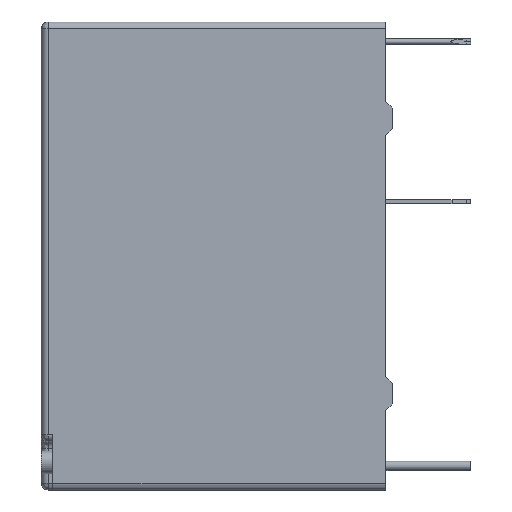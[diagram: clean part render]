
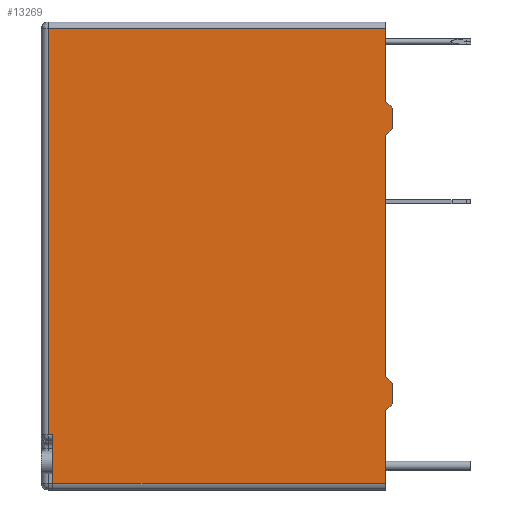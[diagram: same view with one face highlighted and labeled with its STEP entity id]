
A CAD part, front view. The second image highlights one B-rep face of the part: STEP entity #13269.
In plain terms, the highlighted planar face has unit normal (0, -1, 0).
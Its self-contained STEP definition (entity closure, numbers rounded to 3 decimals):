
#170 = CARTESIAN_POINT ( 'NONE',  ( 0.511, -0.875, -15.673 ) ) ;
#215 = ORIENTED_EDGE ( 'NONE', *, *, #242, .T. ) ;
#242 = EDGE_CURVE ( 'NONE', #14323, #1029, #6335, .T. ) ;
#244 = DIRECTION ( 'NONE',  ( 0., 0., 1. ) ) ;
#253 = VECTOR ( 'NONE', #1449, 1000. ) ;
#303 = LINE ( 'NONE', #8067, #6376 ) ;
#344 = CARTESIAN_POINT ( 'NONE',  ( 0.211, -0.875, -9.223 ) ) ;
#927 = CARTESIAN_POINT ( 'NONE',  ( 0.211, -0.875, -15.973 ) ) ;
#1029 = VERTEX_POINT ( 'NONE', #2222 ) ;
#1033 = AXIS2_PLACEMENT_3D ( 'NONE', #344, #5225, #13744 ) ;
#1307 = CARTESIAN_POINT ( 'NONE',  ( 0.211, -0.875, -9.223 ) ) ;
#1414 = VECTOR ( 'NONE', #10947, 1000. ) ;
#1449 = DIRECTION ( 'NONE',  ( 0.707, 0., 0.707 ) ) ;
#1870 = DIRECTION ( 'NONE',  ( 0.707, 0., 0.707 ) ) ;
#1974 = VERTEX_POINT ( 'NONE', #3570 ) ;
#2222 = CARTESIAN_POINT ( 'NONE',  ( -14.289, -0.875, -19.123 ) ) ;
#2266 = EDGE_CURVE ( 'NONE', #12930, #11743, #5349, .T. ) ;
#2424 = VERTEX_POINT ( 'NONE', #170 ) ;
#2425 = ORIENTED_EDGE ( 'NONE', *, *, #13303, .T. ) ;
#2836 = ORIENTED_EDGE ( 'NONE', *, *, #15367, .T. ) ;
#2845 = CARTESIAN_POINT ( 'NONE',  ( 0.511, -0.875, -2.773 ) ) ;
#3105 = VERTEX_POINT ( 'NONE', #11251 ) ;
#3235 = ORIENTED_EDGE ( 'NONE', *, *, #14842, .F. ) ;
#3458 = LINE ( 'NONE', #927, #253 ) ;
#3570 = CARTESIAN_POINT ( 'NONE',  ( 0.211, -0.875, 0.677 ) ) ;
#3971 = PLANE ( 'NONE',  #1033 ) ;
#3990 = VECTOR ( 'NONE', #4309, 1000. ) ;
#4044 = DIRECTION ( 'NONE',  ( -1., 0., 0. ) ) ;
#4309 = DIRECTION ( 'NONE',  ( 1., 0., 0. ) ) ;
#4671 = CARTESIAN_POINT ( 'NONE',  ( 0.511, -0.875, -9.223 ) ) ;
#4763 = VERTEX_POINT ( 'NONE', #10880 ) ;
#4780 = ORIENTED_EDGE ( 'NONE', *, *, #15742, .T. ) ;
#5047 = ORIENTED_EDGE ( 'NONE', *, *, #14483, .T. ) ;
#5140 = CARTESIAN_POINT ( 'NONE',  ( 0.211, -0.875, -14.473 ) ) ;
#5186 = ORIENTED_EDGE ( 'NONE', *, *, #10650, .T. ) ;
#5225 = DIRECTION ( 'NONE',  ( 0., -1., 0. ) ) ;
#5349 = LINE ( 'NONE', #15144, #11054 ) ;
#5520 = CARTESIAN_POINT ( 'NONE',  ( -14.489, -0.875, -17.023 ) ) ;
#5609 = CARTESIAN_POINT ( 'NONE',  ( 0.211, -0.875, -9.223 ) ) ;
#5908 = DIRECTION ( 'NONE',  ( 0., 0., 1. ) ) ;
#6048 = DIRECTION ( 'NONE',  ( 0., 0., -1. ) ) ;
#6335 = LINE ( 'NONE', #13341, #9572 ) ;
#6346 = LINE ( 'NONE', #14798, #15647 ) ;
#6376 = VECTOR ( 'NONE', #8119, 1000. ) ;
#6492 = CARTESIAN_POINT ( 'NONE',  ( 0.511, -0.875, -2.773 ) ) ;
#6663 = ORIENTED_EDGE ( 'NONE', *, *, #2266, .T. ) ;
#6737 = CARTESIAN_POINT ( 'NONE',  ( 0.511, -0.875, -14.773 ) ) ;
#6808 = EDGE_LOOP ( 'NONE', ( #6663, #8716, #215, #5186, #3235, #4780, #12068, #5047, #8460, #11589, #2836, #2425, #11807, #10530 ) ) ;
#7114 = VERTEX_POINT ( 'NONE', #5140 ) ;
#7246 = LINE ( 'NONE', #9178, #3990 ) ;
#7470 = VECTOR ( 'NONE', #14170, 1000. ) ;
#7623 = CARTESIAN_POINT ( 'NONE',  ( -14.489, -0.875, 0.677 ) ) ;
#7876 = LINE ( 'NONE', #13010, #7470 ) ;
#7900 = LINE ( 'NONE', #1307, #1414 ) ;
#8043 = VERTEX_POINT ( 'NONE', #2845 ) ;
#8049 = EDGE_CURVE ( 'NONE', #1974, #12930, #14422, .T. ) ;
#8067 = CARTESIAN_POINT ( 'NONE',  ( 0.511, -0.875, -14.773 ) ) ;
#8095 = CARTESIAN_POINT ( 'NONE',  ( 0.211, -0.875, -9.223 ) ) ;
#8119 = DIRECTION ( 'NONE',  ( -0.707, 0., 0.707 ) ) ;
#8143 = CARTESIAN_POINT ( 'NONE',  ( 0.211, -0.875, -15.973 ) ) ;
#8460 = ORIENTED_EDGE ( 'NONE', *, *, #11274, .T. ) ;
#8490 = VECTOR ( 'NONE', #5908, 1000. ) ;
#8716 = ORIENTED_EDGE ( 'NONE', *, *, #15677, .T. ) ;
#9000 = CARTESIAN_POINT ( 'NONE',  ( 0.511, -0.875, -3.673 ) ) ;
#9120 = EDGE_CURVE ( 'NONE', #2424, #11748, #15334, .T. ) ;
#9178 = CARTESIAN_POINT ( 'NONE',  ( 0.211, -0.875, -19.123 ) ) ;
#9220 = DIRECTION ( 'NONE',  ( 0., 0., -1. ) ) ;
#9458 = LINE ( 'NONE', #10377, #12720 ) ;
#9572 = VECTOR ( 'NONE', #6048, 1000. ) ;
#10172 = DIRECTION ( 'NONE',  ( -0.707, 0., 0.707 ) ) ;
#10377 = CARTESIAN_POINT ( 'NONE',  ( 0.211, -0.875, -3.973 ) ) ;
#10389 = EDGE_CURVE ( 'NONE', #1974, #4763, #11480, .T. ) ;
#10530 = ORIENTED_EDGE ( 'NONE', *, *, #8049, .T. ) ;
#10650 = EDGE_CURVE ( 'NONE', #1029, #3105, #7246, .T. ) ;
#10686 = VECTOR ( 'NONE', #11702, 1000. ) ;
#10880 = CARTESIAN_POINT ( 'NONE',  ( 0.211, -0.875, -2.473 ) ) ;
#10947 = DIRECTION ( 'NONE',  ( 0., 0., -1. ) ) ;
#10990 = VECTOR ( 'NONE', #10172, 1000. ) ;
#11054 = VECTOR ( 'NONE', #9220, 1000. ) ;
#11207 = VECTOR ( 'NONE', #4044, 1000. ) ;
#11251 = CARTESIAN_POINT ( 'NONE',  ( 0.211, -0.875, -19.123 ) ) ;
#11274 = EDGE_CURVE ( 'NONE', #7114, #14112, #12190, .T. ) ;
#11304 = VERTEX_POINT ( 'NONE', #8143 ) ;
#11445 = VECTOR ( 'NONE', #15353, 1000. ) ;
#11480 = LINE ( 'NONE', #5609, #10686 ) ;
#11589 = ORIENTED_EDGE ( 'NONE', *, *, #13418, .T. ) ;
#11702 = DIRECTION ( 'NONE',  ( 0., 0., -1. ) ) ;
#11743 = VERTEX_POINT ( 'NONE', #5520 ) ;
#11748 = VERTEX_POINT ( 'NONE', #6737 ) ;
#11787 = FACE_OUTER_BOUND ( 'NONE', #6808, .T. ) ;
#11807 = ORIENTED_EDGE ( 'NONE', *, *, #10389, .F. ) ;
#12068 = ORIENTED_EDGE ( 'NONE', *, *, #9120, .T. ) ;
#12190 = LINE ( 'NONE', #8095, #11445 ) ;
#12319 = CARTESIAN_POINT ( 'NONE',  ( -14.289, -0.875, -17.023 ) ) ;
#12720 = VECTOR ( 'NONE', #1870, 1000. ) ;
#12930 = VERTEX_POINT ( 'NONE', #7623 ) ;
#13010 = CARTESIAN_POINT ( 'NONE',  ( 0.211, -0.875, -17.023 ) ) ;
#13185 = CARTESIAN_POINT ( 'NONE',  ( 0.211, -0.875, -3.973 ) ) ;
#13269 = ADVANCED_FACE ( 'NONE', ( #11787 ), #3971, .T. ) ;
#13303 = EDGE_CURVE ( 'NONE', #8043, #4763, #14224, .T. ) ;
#13341 = CARTESIAN_POINT ( 'NONE',  ( -14.289, -0.875, -9.223 ) ) ;
#13418 = EDGE_CURVE ( 'NONE', #14112, #13872, #9458, .T. ) ;
#13744 = DIRECTION ( 'NONE',  ( 0., 0., -1. ) ) ;
#13753 = CARTESIAN_POINT ( 'NONE',  ( 0.211, -0.875, 0.677 ) ) ;
#13872 = VERTEX_POINT ( 'NONE', #9000 ) ;
#14112 = VERTEX_POINT ( 'NONE', #13185 ) ;
#14170 = DIRECTION ( 'NONE',  ( 1., 0., 0. ) ) ;
#14224 = LINE ( 'NONE', #6492, #10990 ) ;
#14323 = VERTEX_POINT ( 'NONE', #12319 ) ;
#14422 = LINE ( 'NONE', #13753, #11207 ) ;
#14483 = EDGE_CURVE ( 'NONE', #11748, #7114, #303, .T. ) ;
#14798 = CARTESIAN_POINT ( 'NONE',  ( 0.511, -0.875, -9.223 ) ) ;
#14842 = EDGE_CURVE ( 'NONE', #11304, #3105, #7900, .T. ) ;
#15144 = CARTESIAN_POINT ( 'NONE',  ( -14.489, -0.875, -9.223 ) ) ;
#15334 = LINE ( 'NONE', #4671, #8490 ) ;
#15353 = DIRECTION ( 'NONE',  ( 0., 0., 1. ) ) ;
#15367 = EDGE_CURVE ( 'NONE', #13872, #8043, #6346, .T. ) ;
#15647 = VECTOR ( 'NONE', #244, 1000. ) ;
#15677 = EDGE_CURVE ( 'NONE', #11743, #14323, #7876, .T. ) ;
#15742 = EDGE_CURVE ( 'NONE', #11304, #2424, #3458, .T. ) ;
